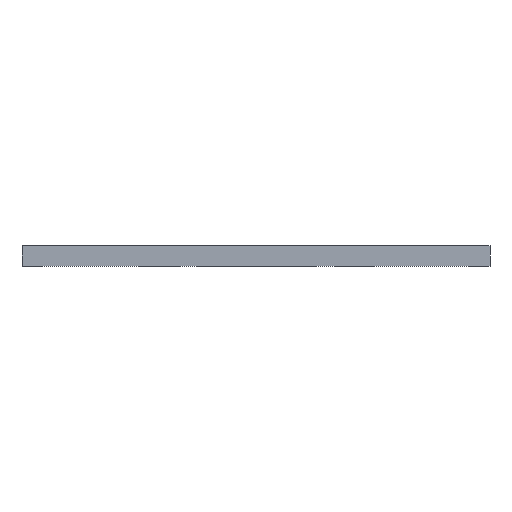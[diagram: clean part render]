
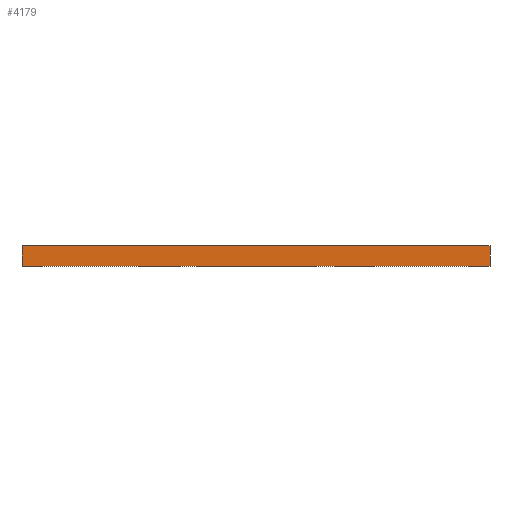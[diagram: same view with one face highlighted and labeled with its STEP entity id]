
A CAD part, front view. The second image highlights one B-rep face of the part: STEP entity #4179.
In plain terms, the highlighted planar face has unit normal (0, -1, 0).
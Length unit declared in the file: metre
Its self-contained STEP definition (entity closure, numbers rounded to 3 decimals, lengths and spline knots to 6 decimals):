
#81=LINE('',#5582,#597);
#248=LINE('',#6020,#764);
#372=LINE('',#6349,#888);
#518=LINE('',#7107,#1034);
#597=VECTOR('',#4536,1.);
#764=VECTOR('',#4809,1.);
#888=VECTOR('',#5015,1.);
#1034=VECTOR('',#5377,1.);
#2088=ORIENTED_EDGE('',*,*,#2560,.T.);
#2089=ORIENTED_EDGE('',*,*,#2870,.F.);
#2090=ORIENTED_EDGE('',*,*,#2341,.F.);
#2091=ORIENTED_EDGE('',*,*,#2724,.T.);
#2341=EDGE_CURVE('',#2953,#2954,#81,.T.);
#2560=EDGE_CURVE('',#3172,#3173,#248,.T.);
#2724=EDGE_CURVE('',#2953,#3172,#372,.T.);
#2870=EDGE_CURVE('',#2954,#3173,#518,.T.);
#2953=VERTEX_POINT('',#5581);
#2954=VERTEX_POINT('',#5583);
#3172=VERTEX_POINT('',#6021);
#3173=VERTEX_POINT('',#6022);
#3595=EDGE_LOOP('',(#2088,#2089,#2090,#2091));
#3815=FACE_BOUND('',#3595,.T.);
#3985=PLANE('',#4458);
#4179=ADVANCED_FACE('',(#3815),#3985,.F.);
#4458=AXIS2_PLACEMENT_3D('',#7111,#5383,#5384);
#4536=DIRECTION('',(1.,0.,0.));
#4809=DIRECTION('',(1.,0.,0.));
#5015=DIRECTION('',(0.,0.,-1.));
#5377=DIRECTION('',(0.,0.,-1.));
#5383=DIRECTION('',(0.,1.,0.));
#5384=DIRECTION('',(-1.,0.,0.));
#5581=CARTESIAN_POINT('',(-0.0365,-0.062,0.0032));
#5582=CARTESIAN_POINT('',(0.,-0.062,0.0032));
#5583=CARTESIAN_POINT('',(0.0365,-0.062,0.0032));
#6020=CARTESIAN_POINT('',(0.,-0.062,0.));
#6021=CARTESIAN_POINT('',(-0.0365,-0.062,0.));
#6022=CARTESIAN_POINT('',(0.0365,-0.062,0.));
#6349=CARTESIAN_POINT('',(-0.0365,-0.062,0.165514));
#7107=CARTESIAN_POINT('',(0.0365,-0.062,0.165514));
#7111=CARTESIAN_POINT('',(0.,-0.062,0.0032));
